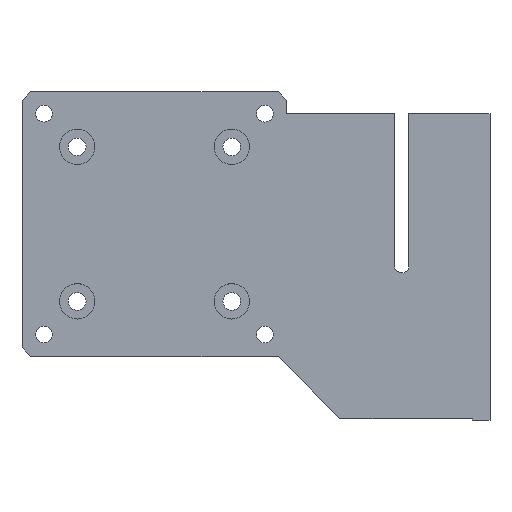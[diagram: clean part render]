
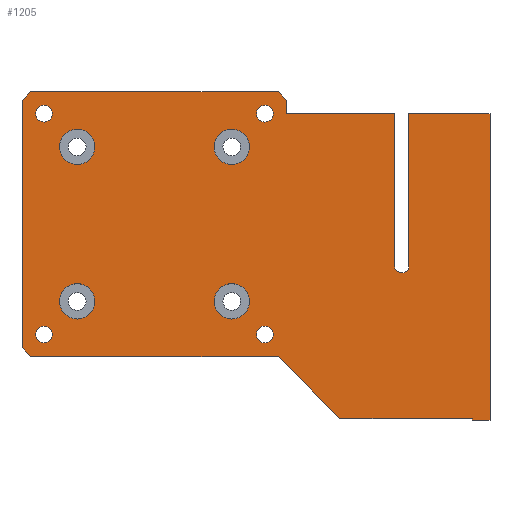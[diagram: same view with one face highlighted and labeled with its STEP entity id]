
A CAD part, top view. The second image highlights one B-rep face of the part: STEP entity #1205.
In plain terms, the highlighted planar face has unit normal (0, 0, 1).
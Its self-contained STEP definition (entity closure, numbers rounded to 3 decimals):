
#16=FACE_BOUND('',#195,.T.);
#17=FACE_BOUND('',#196,.T.);
#18=FACE_BOUND('',#197,.T.);
#19=FACE_BOUND('',#198,.T.);
#20=FACE_BOUND('',#199,.T.);
#21=FACE_BOUND('',#200,.T.);
#22=FACE_BOUND('',#201,.T.);
#23=FACE_BOUND('',#202,.T.);
#51=CIRCLE('',#1295,1.65);
#52=CIRCLE('',#1299,4.);
#53=CIRCLE('',#1300,4.);
#54=CIRCLE('',#1301,4.);
#55=CIRCLE('',#1302,4.);
#56=CIRCLE('',#1303,1.9);
#57=CIRCLE('',#1304,1.9);
#58=CIRCLE('',#1305,1.9);
#59=CIRCLE('',#1306,1.9);
#123=FACE_OUTER_BOUND('',#194,.T.);
#194=EDGE_LOOP('',(#840,#841,#842,#843,#844,#845,#846,#847,#848,#849,#850,
#851,#852,#853,#854,#855,#856));
#195=EDGE_LOOP('',(#857));
#196=EDGE_LOOP('',(#858));
#197=EDGE_LOOP('',(#859));
#198=EDGE_LOOP('',(#860));
#199=EDGE_LOOP('',(#861));
#200=EDGE_LOOP('',(#862));
#201=EDGE_LOOP('',(#863));
#202=EDGE_LOOP('',(#864));
#296=LINE('',#1774,#418);
#300=LINE('',#1783,#422);
#306=LINE('',#1797,#428);
#307=LINE('',#1800,#429);
#312=LINE('',#1810,#434);
#313=LINE('',#1812,#435);
#314=LINE('',#1814,#436);
#315=LINE('',#1816,#437);
#316=LINE('',#1818,#438);
#317=LINE('',#1820,#439);
#318=LINE('',#1822,#440);
#319=LINE('',#1824,#441);
#320=LINE('',#1826,#442);
#321=LINE('',#1828,#443);
#322=LINE('',#1830,#444);
#323=LINE('',#1831,#445);
#418=VECTOR('',#1414,10.);
#422=VECTOR('',#1420,10.);
#428=VECTOR('',#1434,10.);
#429=VECTOR('',#1437,10.);
#434=VECTOR('',#1444,10.);
#435=VECTOR('',#1445,10.);
#436=VECTOR('',#1446,10.);
#437=VECTOR('',#1447,10.);
#438=VECTOR('',#1448,10.);
#439=VECTOR('',#1449,10.);
#440=VECTOR('',#1450,10.);
#441=VECTOR('',#1451,10.);
#442=VECTOR('',#1452,10.);
#443=VECTOR('',#1453,10.);
#444=VECTOR('',#1454,10.);
#445=VECTOR('',#1455,10.);
#540=VERTEX_POINT('',#1771);
#541=VERTEX_POINT('',#1773);
#544=VERTEX_POINT('',#1780);
#545=VERTEX_POINT('',#1782);
#549=VERTEX_POINT('',#1795);
#550=VERTEX_POINT('',#1799);
#554=VERTEX_POINT('',#1809);
#555=VERTEX_POINT('',#1811);
#556=VERTEX_POINT('',#1813);
#557=VERTEX_POINT('',#1815);
#558=VERTEX_POINT('',#1817);
#559=VERTEX_POINT('',#1819);
#560=VERTEX_POINT('',#1821);
#561=VERTEX_POINT('',#1823);
#562=VERTEX_POINT('',#1825);
#563=VERTEX_POINT('',#1827);
#564=VERTEX_POINT('',#1829);
#565=VERTEX_POINT('',#1832);
#566=VERTEX_POINT('',#1834);
#567=VERTEX_POINT('',#1836);
#568=VERTEX_POINT('',#1838);
#569=VERTEX_POINT('',#1840);
#570=VERTEX_POINT('',#1842);
#571=VERTEX_POINT('',#1844);
#572=VERTEX_POINT('',#1846);
#650=EDGE_CURVE('',#541,#540,#296,.T.);
#654=EDGE_CURVE('',#545,#544,#300,.T.);
#657=EDGE_CURVE('',#540,#545,#51,.T.);
#662=EDGE_CURVE('',#544,#549,#306,.T.);
#663=EDGE_CURVE('',#550,#541,#307,.T.);
#668=EDGE_CURVE('',#549,#554,#312,.T.);
#669=EDGE_CURVE('',#554,#555,#313,.T.);
#670=EDGE_CURVE('',#555,#556,#314,.T.);
#671=EDGE_CURVE('',#556,#557,#315,.T.);
#672=EDGE_CURVE('',#557,#558,#316,.T.);
#673=EDGE_CURVE('',#558,#559,#317,.T.);
#674=EDGE_CURVE('',#559,#560,#318,.T.);
#675=EDGE_CURVE('',#560,#561,#319,.T.);
#676=EDGE_CURVE('',#561,#562,#320,.T.);
#677=EDGE_CURVE('',#563,#562,#321,.T.);
#678=EDGE_CURVE('',#564,#563,#322,.T.);
#679=EDGE_CURVE('',#564,#550,#323,.T.);
#680=EDGE_CURVE('',#565,#565,#52,.T.);
#681=EDGE_CURVE('',#566,#566,#53,.T.);
#682=EDGE_CURVE('',#567,#567,#54,.T.);
#683=EDGE_CURVE('',#568,#568,#55,.T.);
#684=EDGE_CURVE('',#569,#569,#56,.T.);
#685=EDGE_CURVE('',#570,#570,#57,.T.);
#686=EDGE_CURVE('',#571,#571,#58,.T.);
#687=EDGE_CURVE('',#572,#572,#59,.T.);
#840=ORIENTED_EDGE('',*,*,#650,.T.);
#841=ORIENTED_EDGE('',*,*,#657,.T.);
#842=ORIENTED_EDGE('',*,*,#654,.T.);
#843=ORIENTED_EDGE('',*,*,#662,.T.);
#844=ORIENTED_EDGE('',*,*,#668,.T.);
#845=ORIENTED_EDGE('',*,*,#669,.T.);
#846=ORIENTED_EDGE('',*,*,#670,.T.);
#847=ORIENTED_EDGE('',*,*,#671,.T.);
#848=ORIENTED_EDGE('',*,*,#672,.T.);
#849=ORIENTED_EDGE('',*,*,#673,.T.);
#850=ORIENTED_EDGE('',*,*,#674,.T.);
#851=ORIENTED_EDGE('',*,*,#675,.T.);
#852=ORIENTED_EDGE('',*,*,#676,.T.);
#853=ORIENTED_EDGE('',*,*,#677,.F.);
#854=ORIENTED_EDGE('',*,*,#678,.F.);
#855=ORIENTED_EDGE('',*,*,#679,.T.);
#856=ORIENTED_EDGE('',*,*,#663,.T.);
#857=ORIENTED_EDGE('',*,*,#680,.T.);
#858=ORIENTED_EDGE('',*,*,#681,.T.);
#859=ORIENTED_EDGE('',*,*,#682,.T.);
#860=ORIENTED_EDGE('',*,*,#683,.T.);
#861=ORIENTED_EDGE('',*,*,#684,.T.);
#862=ORIENTED_EDGE('',*,*,#685,.T.);
#863=ORIENTED_EDGE('',*,*,#686,.T.);
#864=ORIENTED_EDGE('',*,*,#687,.T.);
#1156=PLANE('',#1298);
#1205=ADVANCED_FACE('',(#123,#16,#17,#18,#19,#20,#21,#22,#23),#1156,.F.);
#1295=AXIS2_PLACEMENT_3D('',#1787,#1426,#1427);
#1298=AXIS2_PLACEMENT_3D('',#1808,#1442,#1443);
#1299=AXIS2_PLACEMENT_3D('',#1833,#1456,#1457);
#1300=AXIS2_PLACEMENT_3D('',#1835,#1458,#1459);
#1301=AXIS2_PLACEMENT_3D('',#1837,#1460,#1461);
#1302=AXIS2_PLACEMENT_3D('',#1839,#1462,#1463);
#1303=AXIS2_PLACEMENT_3D('',#1841,#1464,#1465);
#1304=AXIS2_PLACEMENT_3D('',#1843,#1466,#1467);
#1305=AXIS2_PLACEMENT_3D('',#1845,#1468,#1469);
#1306=AXIS2_PLACEMENT_3D('',#1847,#1470,#1471);
#1414=DIRECTION('',(0.,-1.,0.));
#1420=DIRECTION('',(0.,1.,0.));
#1426=DIRECTION('center_axis',(0.,0.,
-1.));
#1427=DIRECTION('ref_axis',(-1.,0.,0.));
#1434=DIRECTION('',(-1.,0.,0.));
#1437=DIRECTION('',(-1.,0.,0.));
#1442=DIRECTION('center_axis',(0.,0.,
-1.));
#1443=DIRECTION('ref_axis',(-1.,0.,0.));
#1444=DIRECTION('',(0.,1.,0.));
#1445=DIRECTION('',(-0.707,0.707,0.));
#1446=DIRECTION('',(-1.,0.,0.));
#1447=DIRECTION('',(-0.707,-0.707,0.));
#1448=DIRECTION('',(0.,-1.,0.));
#1449=DIRECTION('',(0.707,-0.707,0.));
#1450=DIRECTION('',(1.,0.,0.));
#1451=DIRECTION('',(0.707,-0.707,0.));
#1452=DIRECTION('',(1.,0.,0.));
#1453=DIRECTION('',(0.,1.,0.));
#1454=DIRECTION('',(-1.,0.,0.));
#1455=DIRECTION('',(0.,1.,0.));
#1456=DIRECTION('center_axis',(0.,0.,
-1.));
#1457=DIRECTION('ref_axis',(1.,0.,0.));
#1458=DIRECTION('center_axis',(0.,0.,
-1.));
#1459=DIRECTION('ref_axis',(1.,0.,0.));
#1460=DIRECTION('center_axis',(0.,0.,
-1.));
#1461=DIRECTION('ref_axis',(1.,0.,0.));
#1462=DIRECTION('center_axis',(0.,0.,
-1.));
#1463=DIRECTION('ref_axis',(1.,0.,0.));
#1464=DIRECTION('center_axis',(0.,0.,
-1.));
#1465=DIRECTION('ref_axis',(-1.,0.,0.));
#1466=DIRECTION('center_axis',(0.,0.,
-1.));
#1467=DIRECTION('ref_axis',(-1.,0.,0.));
#1468=DIRECTION('center_axis',(0.,0.,
-1.));
#1469=DIRECTION('ref_axis',(-1.,0.,0.));
#1470=DIRECTION('center_axis',(0.,0.,
-1.));
#1471=DIRECTION('ref_axis',(-1.,0.,0.));
#1771=CARTESIAN_POINT('',(57.65,-9.4,6.));
#1773=CARTESIAN_POINT('',(57.65,25.,6.));
#1774=CARTESIAN_POINT('',(57.65,9.75,6.));
#1780=CARTESIAN_POINT('',(54.35,25.,6.));
#1782=CARTESIAN_POINT('',(54.35,-9.4,6.));
#1783=CARTESIAN_POINT('',(54.35,-8.2,6.));
#1787=CARTESIAN_POINT('Origin',(56.,-9.4,6.));
#1795=CARTESIAN_POINT('',(30.,25.,6.));
#1797=CARTESIAN_POINT('',(31.5,25.,6.));
#1799=CARTESIAN_POINT('',(76.,25.,6.));
#1800=CARTESIAN_POINT('',(31.5,25.,6.));
#1808=CARTESIAN_POINT('Origin',(23.,-7.,6.));
#1809=CARTESIAN_POINT('',(30.,28.,6.));
#1810=CARTESIAN_POINT('',(30.,-17.5,6.));
#1811=CARTESIAN_POINT('',(28.,30.,6.));
#1812=CARTESIAN_POINT('',(37.,21.,6.));
#1813=CARTESIAN_POINT('',(-28.,30.,6.));
#1814=CARTESIAN_POINT('',(25.5,30.,6.));
#1815=CARTESIAN_POINT('',(-30.,28.,6.));
#1816=CARTESIAN_POINT('',(-24.5,33.5,6.));
#1817=CARTESIAN_POINT('',(-30.,-28.,6.));
#1818=CARTESIAN_POINT('',(-30.,10.5,6.));
#1819=CARTESIAN_POINT('',(-28.,-30.,6.));
#1820=CARTESIAN_POINT('',(-22.,-36.,6.));
#1821=CARTESIAN_POINT('',(28.,-30.,6.));
#1822=CARTESIAN_POINT('',(-2.5,-30.,6.));
#1823=CARTESIAN_POINT('',(42.,-44.,6.));
#1824=CARTESIAN_POINT('',(21.,-23.,6.));
#1825=CARTESIAN_POINT('',(72.,-44.,6.));
#1826=CARTESIAN_POINT('',(32.5,-44.,6.));
#1827=CARTESIAN_POINT('',(72.,-44.378,6.));
#1828=CARTESIAN_POINT('',(72.,-23.,6.));
#1829=CARTESIAN_POINT('',(76.,-44.378,6.));
#1830=CARTESIAN_POINT('',(76.,-44.378,6.));
#1831=CARTESIAN_POINT('',(76.,-25.5,6.));
#1832=CARTESIAN_POINT('',(13.5,17.5,6.));
#1833=CARTESIAN_POINT('Origin',(17.5,17.5,6.));
#1834=CARTESIAN_POINT('',(-21.5,-17.5,6.));
#1835=CARTESIAN_POINT('Origin',(-17.5,-17.5,6.));
#1836=CARTESIAN_POINT('',(13.5,-17.5,6.));
#1837=CARTESIAN_POINT('Origin',(17.5,-17.5,6.));
#1838=CARTESIAN_POINT('',(-21.5,17.5,6.));
#1839=CARTESIAN_POINT('Origin',(-17.5,17.5,6.));
#1840=CARTESIAN_POINT('',(26.9,-25.,6.));
#1841=CARTESIAN_POINT('Origin',(25.,-25.,6.));
#1842=CARTESIAN_POINT('',(26.9,25.,6.));
#1843=CARTESIAN_POINT('Origin',(25.,25.,6.));
#1844=CARTESIAN_POINT('',(-23.1,25.,6.));
#1845=CARTESIAN_POINT('Origin',(-25.,25.,6.));
#1846=CARTESIAN_POINT('',(-23.1,-25.,6.));
#1847=CARTESIAN_POINT('Origin',(-25.,-25.,6.));
